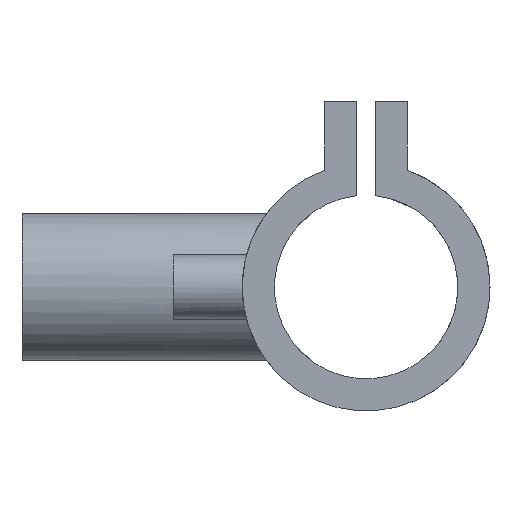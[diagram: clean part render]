
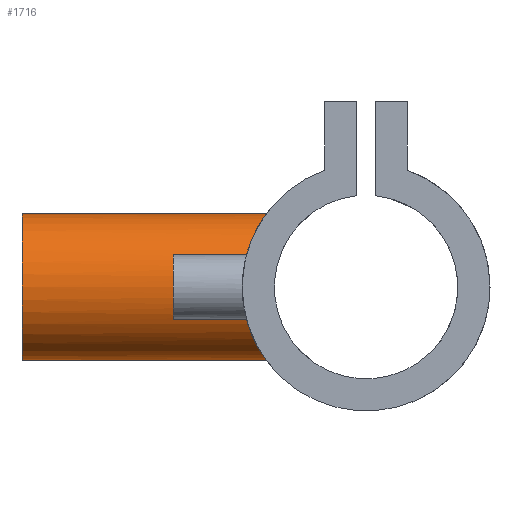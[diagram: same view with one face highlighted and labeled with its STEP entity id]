
A CAD part, left-side view. The second image highlights one B-rep face of the part: STEP entity #1716.
In plain terms, the highlighted cylindrical face has radius 16 mm (diameter 32 mm), a partial arc.
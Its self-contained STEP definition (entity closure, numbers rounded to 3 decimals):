
#9 = EDGE_CURVE ( 'NONE', #1677, #40, #146, .T. ) ;
#27 = CARTESIAN_POINT ( 'NONE',  ( -7.172, 22.882, -14.34 ) ) ;
#40 = VERTEX_POINT ( 'NONE', #1281 ) ;
#46 = CARTESIAN_POINT ( 'NONE',  ( 0., 75., 16. ) ) ;
#49 = CARTESIAN_POINT ( 'NONE',  ( -15.998, 26.999, 1.106 ) ) ;
#69 = CARTESIAN_POINT ( 'NONE',  ( -15.569, 26.747, 3.726 ) ) ;
#73 = CARTESIAN_POINT ( 'NONE',  ( 0., 21.749, 16. ) ) ;
#79 = CARTESIAN_POINT ( 'NONE',  ( -15.436, 26.67, 4.243 ) ) ;
#92 = VERTEX_POINT ( 'NONE', #134 ) ;
#96 = LINE ( 'NONE', #939, #617 ) ;
#105 = DIRECTION ( 'NONE',  ( 0., 0., 1. ) ) ;
#113 = DIRECTION ( 'NONE',  ( 0., 1., 0. ) ) ;
#134 = CARTESIAN_POINT ( 'NONE',  ( 0., 75., -16. ) ) ;
#146 = B_SPLINE_CURVE_WITH_KNOTS ( 'NONE', 3,
 ( #1741, #1045, #233, #329, #226, #478, #1334, #1455, #488, #1617, #348, #1343, #194, #1353, #899, #919, #468, #756, #1487, #79, #69, #1037, #49, #643, #366, #1607, #1494, #927, #840, #868, #983, #878, #1556, #167, #1133, #1292, #722, #557, #590, #290, #732, #1816, #27, #455, #1583, #711, #1116, #446, #1699, #1266, #1685, #1566 ),
 .UNSPECIFIED., .F., .F.,
 ( 4, 2, 2, 2, 2, 2, 2, 2, 2, 2, 2, 2, 2, 2, 2, 2, 2, 2, 2, 2, 2, 2, 2, 2, 2, 4 ),
 ( 0., 0.003, 0.005, 0.006, 0.01, 0.013, 0.014, 0.016, 0.019, 0.021, 0.022, 0.026, 0.027, 0.029, 0.03, 0.032, 0.035, 0.037, 0.038, 0.04, 0.042, 0.045, 0.046, 0.047, 0.048, 0.051 ),
 .UNSPECIFIED. ) ;
#167 = CARTESIAN_POINT ( 'NONE',  ( -12.968, 25.32, -9.387 ) ) ;
#194 = CARTESIAN_POINT ( 'NONE',  ( -11.999, 24.837, 10.596 ) ) ;
#226 = CARTESIAN_POINT ( 'NONE',  ( -4.219, 22.148, 15.443 ) ) ;
#233 = CARTESIAN_POINT ( 'NONE',  ( -2.148, 21.83, 15.891 ) ) ;
#263 = DIRECTION ( 'NONE',  ( 0., 1., 0. ) ) ;
#272 = CARTESIAN_POINT ( 'NONE',  ( 0., 0., 0. ) ) ;
#290 = CARTESIAN_POINT ( 'NONE',  ( -9.768, 23.839, -12.683 ) ) ;
#329 = CARTESIAN_POINT ( 'NONE',  ( -3.705, 22.056, 15.574 ) ) ;
#348 = CARTESIAN_POINT ( 'NONE',  ( -10.573, 24.174, 12.052 ) ) ;
#366 = CARTESIAN_POINT ( 'NONE',  ( -15.974, 26.985, -1.056 ) ) ;
#446 = CARTESIAN_POINT ( 'NONE',  ( -3.716, 22.062, -15.565 ) ) ;
#455 = CARTESIAN_POINT ( 'NONE',  ( -5.74, 22.489, -14.944 ) ) ;
#468 = CARTESIAN_POINT ( 'NONE',  ( -14.326, 26.041, 7.202 ) ) ;
#478 = CARTESIAN_POINT ( 'NONE',  ( -5.234, 22.364, 15.129 ) ) ;
#488 = CARTESIAN_POINT ( 'NONE',  ( -8.072, 23.185, 13.853 ) ) ;
#489 = EDGE_CURVE ( 'NONE', #92, #1117, #552, .T. ) ;
#516 = CYLINDRICAL_SURFACE ( 'NONE', #1112, 16. ) ;
#552 = CIRCLE ( 'NONE', #1675, 16. ) ;
#557 = CARTESIAN_POINT ( 'NONE',  ( -10.936, 24.341, -11.69 ) ) ;
#590 = CARTESIAN_POINT ( 'NONE',  ( -10.558, 24.173, -12.033 ) ) ;
#617 = VECTOR ( 'NONE', #1357, 1000. ) ;
#643 = CARTESIAN_POINT ( 'NONE',  ( -16.001, 27.001, -0.511 ) ) ;
#646 = ORIENTED_EDGE ( 'NONE', *, *, #489, .F. ) ;
#667 = DIRECTION ( 'NONE',  ( 0., 1., 0. ) ) ;
#711 = CARTESIAN_POINT ( 'NONE',  ( -4.49, 22.206, -15.359 ) ) ;
#722 = CARTESIAN_POINT ( 'NONE',  ( -11.658, 24.674, -10.971 ) ) ;
#732 = CARTESIAN_POINT ( 'NONE',  ( -9.352, 23.671, -12.992 ) ) ;
#756 = CARTESIAN_POINT ( 'NONE',  ( -14.937, 26.383, 5.759 ) ) ;
#840 = CARTESIAN_POINT ( 'NONE',  ( -15.445, 26.675, -4.211 ) ) ;
#849 = VECTOR ( 'NONE', #263, 1000. ) ;
#868 = CARTESIAN_POINT ( 'NONE',  ( -15.131, 26.494, -5.229 ) ) ;
#878 = CARTESIAN_POINT ( 'NONE',  ( -14.335, 26.046, -7.185 ) ) ;
#899 = CARTESIAN_POINT ( 'NONE',  ( -12.967, 25.32, 9.388 ) ) ;
#919 = CARTESIAN_POINT ( 'NONE',  ( -13.832, 25.77, 8.107 ) ) ;
#927 = CARTESIAN_POINT ( 'NONE',  ( -15.576, 26.751, -3.696 ) ) ;
#939 = CARTESIAN_POINT ( 'NONE',  ( 0., 0., -16. ) ) ;
#983 = CARTESIAN_POINT ( 'NONE',  ( -14.948, 26.39, -5.731 ) ) ;
#986 = ORIENTED_EDGE ( 'NONE', *, *, #1771, .T. ) ;
#1037 = CARTESIAN_POINT ( 'NONE',  ( -15.888, 26.933, 2.165 ) ) ;
#1045 = CARTESIAN_POINT ( 'NONE',  ( -1.087, 21.749, 16. ) ) ;
#1046 = EDGE_LOOP ( 'NONE', ( #1629, #1284, #986, #646 ) ) ;
#1101 = CARTESIAN_POINT ( 'NONE',  ( 0., 75., 0. ) ) ;
#1112 = AXIS2_PLACEMENT_3D ( 'NONE', #272, #667, #1512 ) ;
#1116 = CARTESIAN_POINT ( 'NONE',  ( -4.232, 22.155, -15.432 ) ) ;
#1117 = VERTEX_POINT ( 'NONE', #46 ) ;
#1133 = CARTESIAN_POINT ( 'NONE',  ( -12.656, 25.161, -9.802 ) ) ;
#1229 = LINE ( 'NONE', #1788, #849 ) ;
#1266 = CARTESIAN_POINT ( 'NONE',  ( -2.152, 21.83, -15.89 ) ) ;
#1281 = CARTESIAN_POINT ( 'NONE',  ( 0., 21.749, -16. ) ) ;
#1284 = ORIENTED_EDGE ( 'NONE', *, *, #9, .F. ) ;
#1292 = CARTESIAN_POINT ( 'NONE',  ( -12.002, 24.839, -10.593 ) ) ;
#1334 = CARTESIAN_POINT ( 'NONE',  ( -5.728, 22.485, 14.949 ) ) ;
#1343 = CARTESIAN_POINT ( 'NONE',  ( -11.655, 24.672, 10.974 ) ) ;
#1353 = CARTESIAN_POINT ( 'NONE',  ( -12.655, 25.161, 9.803 ) ) ;
#1357 = DIRECTION ( 'NONE',  ( 0., 1., 0. ) ) ;
#1455 = CARTESIAN_POINT ( 'NONE',  ( -7.166, 22.88, 14.343 ) ) ;
#1487 = CARTESIAN_POINT ( 'NONE',  ( -15.119, 26.487, 5.264 ) ) ;
#1494 = CARTESIAN_POINT ( 'NONE',  ( -15.787, 26.874, -2.653 ) ) ;
#1512 = DIRECTION ( 'NONE',  ( 0., 0., 1. ) ) ;
#1556 = CARTESIAN_POINT ( 'NONE',  ( -13.839, 25.773, -8.097 ) ) ;
#1566 = CARTESIAN_POINT ( 'NONE',  ( 0., 21.749, -16. ) ) ;
#1583 = CARTESIAN_POINT ( 'NONE',  ( -5.249, 22.367, -15.124 ) ) ;
#1607 = CARTESIAN_POINT ( 'NONE',  ( -15.867, 26.922, -2.125 ) ) ;
#1617 = CARTESIAN_POINT ( 'NONE',  ( -9.787, 23.836, 12.7 ) ) ;
#1629 = ORIENTED_EDGE ( 'NONE', *, *, #1714, .F. ) ;
#1675 = AXIS2_PLACEMENT_3D ( 'NONE', #1101, #113, #105 ) ;
#1677 = VERTEX_POINT ( 'NONE', #73 ) ;
#1685 = CARTESIAN_POINT ( 'NONE',  ( -1.087, 21.749, -16. ) ) ;
#1699 = CARTESIAN_POINT ( 'NONE',  ( -3.456, 22.02, -15.625 ) ) ;
#1714 = EDGE_CURVE ( 'NONE', #40, #92, #96, .T. ) ;
#1716 = ADVANCED_FACE ( 'NONE', ( #1776 ), #516, .T. ) ;
#1741 = CARTESIAN_POINT ( 'NONE',  ( 0., 21.749, 16. ) ) ;
#1771 = EDGE_CURVE ( 'NONE', #1677, #1117, #1229, .T. ) ;
#1776 = FACE_OUTER_BOUND ( 'NONE', #1046, .T. ) ;
#1788 = CARTESIAN_POINT ( 'NONE',  ( 0., 0., 16. ) ) ;
#1816 = CARTESIAN_POINT ( 'NONE',  ( -8.073, 23.185, -13.852 ) ) ;
